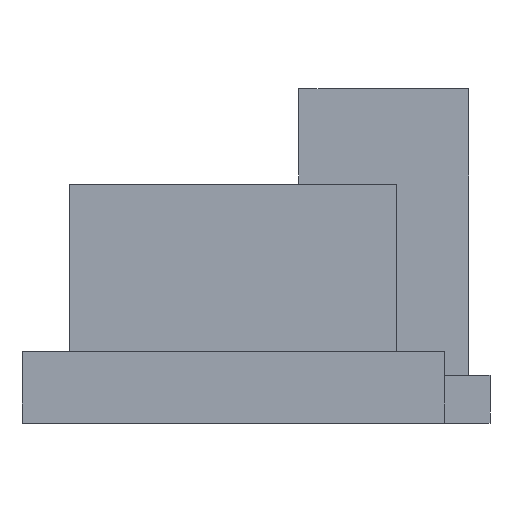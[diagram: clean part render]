
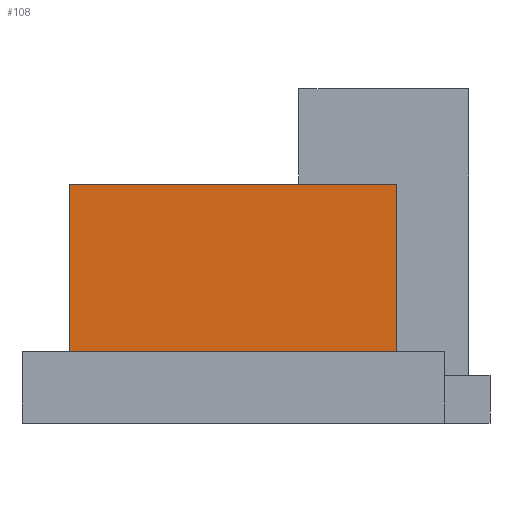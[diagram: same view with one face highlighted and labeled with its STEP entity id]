
A CAD part, left-side view. The second image highlights one B-rep face of the part: STEP entity #108.
In plain terms, the highlighted planar face has unit normal (-1, 0, 0).
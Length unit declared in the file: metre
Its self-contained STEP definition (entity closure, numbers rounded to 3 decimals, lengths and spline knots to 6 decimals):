
#108 = ADVANCED_FACE( '', ( #220 ), #221, .T. );
#220 = FACE_OUTER_BOUND( '', #330, .T. );
#221 = PLANE( '', #331 );
#330 = EDGE_LOOP( '', ( #564, #565, #566, #567 ) );
#331 = AXIS2_PLACEMENT_3D( '', #568, #569, #570 );
#564 = ORIENTED_EDGE( '', *, *, #636, .T. );
#565 = ORIENTED_EDGE( '', *, *, #668, .F. );
#566 = ORIENTED_EDGE( '', *, *, #677, .T. );
#567 = ORIENTED_EDGE( '', *, *, #696, .T. );
#568 = CARTESIAN_POINT( '', ( -0.045855, 0.032899, 0.01 ) );
#569 = DIRECTION( '', ( -1., 0., 0. ) );
#570 = DIRECTION( '', ( 0., 0., 1. ) );
#636 = EDGE_CURVE( '', #749, #753, #755, .T. );
#668 = EDGE_CURVE( '', #803, #753, #805, .T. );
#677 = EDGE_CURVE( '', #803, #816, #818, .T. );
#696 = EDGE_CURVE( '', #816, #749, #842, .T. );
#749 = VERTEX_POINT( '', #912 );
#753 = VERTEX_POINT( '', #918 );
#755 = LINE( '', #921, #922 );
#803 = VERTEX_POINT( '', #992 );
#805 = LINE( '', #995, #996 );
#816 = VERTEX_POINT( '', #1012 );
#818 = LINE( '', #1015, #1016 );
#842 = LINE( '', #1051, #1052 );
#912 = CARTESIAN_POINT( '', ( -0.045855, 0.033899, 0.003 ) );
#918 = CARTESIAN_POINT( '', ( -0.045855, 0.020199, 0.003 ) );
#921 = CARTESIAN_POINT( '', ( -0.045855, 0.021199, 0.003 ) );
#922 = VECTOR( '', #1111, 1. );
#992 = CARTESIAN_POINT( '', ( -0.045855, 0.020199, 0.01 ) );
#995 = CARTESIAN_POINT( '', ( -0.045855, 0.020199, 0.01 ) );
#996 = VECTOR( '', #1135, 1. );
#1012 = CARTESIAN_POINT( '', ( -0.045855, 0.033899, 0.01 ) );
#1015 = CARTESIAN_POINT( '', ( -0.045855, 0.032899, 0.01 ) );
#1016 = VECTOR( '', #1142, 1. );
#1051 = CARTESIAN_POINT( '', ( -0.045855, 0.033899, 0.01 ) );
#1052 = VECTOR( '', #1154, 1. );
#1111 = DIRECTION( '', ( 0., -1., 0. ) );
#1135 = DIRECTION( '', ( 0., 0., -1. ) );
#1142 = DIRECTION( '', ( 0., 1., 0. ) );
#1154 = DIRECTION( '', ( 0., 0., -1. ) );
